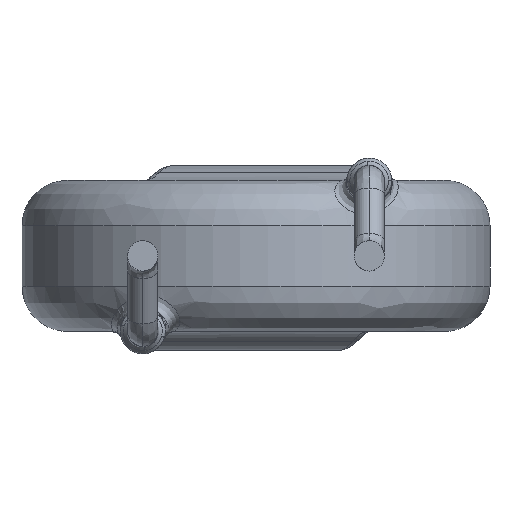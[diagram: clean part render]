
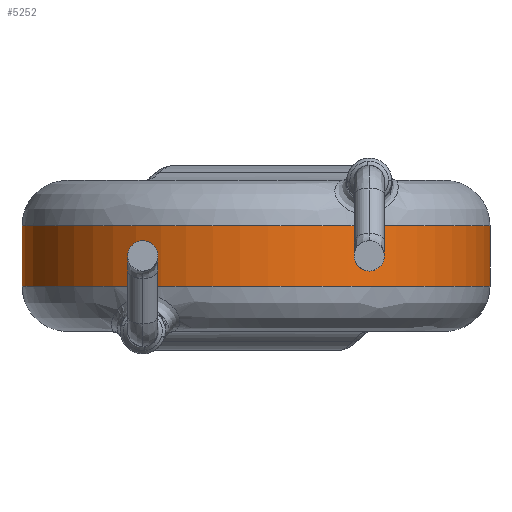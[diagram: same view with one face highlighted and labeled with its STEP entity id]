
A CAD part, front view. The second image highlights one B-rep face of the part: STEP entity #5252.
In plain terms, the highlighted cylindrical face has radius 7.75 mm (diameter 15.5 mm), a partial arc.
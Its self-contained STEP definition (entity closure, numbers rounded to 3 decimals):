
#55 = EDGE_LOOP ( 'NONE', ( #5539, #1722, #1239, #5374 ) ) ;
#145 = CARTESIAN_POINT ( 'NONE',  ( -6.197, -4.763, -1. ) ) ;
#209 = DIRECTION ( 'NONE',  ( 0., 0., -1. ) ) ;
#421 = CARTESIAN_POINT ( 'NONE',  ( 6.772, -3.903, 1. ) ) ;
#448 = CARTESIAN_POINT ( 'NONE',  ( -6.772, -3.903, 1. ) ) ;
#478 = CARTESIAN_POINT ( 'NONE',  ( -6.197, -4.763, 1. ) ) ;
#557 = CARTESIAN_POINT ( 'NONE',  ( 4.763, -6.197, -1. ) ) ;
#561 = CARTESIAN_POINT ( 'NONE',  ( 7.75, 0., 2.5 ) ) ;
#587 = CARTESIAN_POINT ( 'NONE',  ( -2.029, -7.548, -1. ) ) ;
#646 = CARTESIAN_POINT ( 'NONE',  ( -1.014, -7.75, -1. ) ) ;
#697 = AXIS2_PLACEMENT_3D ( 'NONE', #5304, #5190, #749 ) ;
#704 = VERTEX_POINT ( 'NONE', #4915 ) ;
#739 = B_SPLINE_CURVE_WITH_KNOTS ( 'NONE', 3,
 ( #4984, #2869, #1460, #4666, #145, #5013, #2805, #587, #646, #2777, #4205, #4568, #557, #5493, #4150, #1488, #1046, #3239 ),
 .UNSPECIFIED., .F., .F.,
 ( 4, 2, 2, 2, 2, 2, 2, 2, 4 ),
 ( 0., 0.125, 0.25, 0.375, 0.5, 0.625, 0.75, 0.875, 1. ),
 .UNSPECIFIED. ) ;
#749 = DIRECTION ( 'NONE',  ( -1., 0., 0. ) ) ;
#1046 = CARTESIAN_POINT ( 'NONE',  ( 7.75, -1.014, -1. ) ) ;
#1050 = LINE ( 'NONE', #561, #3041 ) ;
#1239 = ORIENTED_EDGE ( 'NONE', *, *, #4045, .T. ) ;
#1355 = VECTOR ( 'NONE', #4261, 1000. ) ;
#1460 = CARTESIAN_POINT ( 'NONE',  ( -7.548, -2.029, -1. ) ) ;
#1488 = CARTESIAN_POINT ( 'NONE',  ( 7.548, -2.029, -1. ) ) ;
#1559 = CARTESIAN_POINT ( 'NONE',  ( 7.75, 0., 1. ) ) ;
#1651 = EDGE_CURVE ( 'NONE', #3211, #1749, #4231, .T. ) ;
#1707 = CARTESIAN_POINT ( 'NONE',  ( -7.75, -1.014, 1. ) ) ;
#1722 = ORIENTED_EDGE ( 'NONE', *, *, #1651, .F. ) ;
#1749 = VERTEX_POINT ( 'NONE', #1559 ) ;
#1760 = CARTESIAN_POINT ( 'NONE',  ( 3.903, -6.772, 1. ) ) ;
#1818 = CARTESIAN_POINT ( 'NONE',  ( 7.75, -1.014, 1. ) ) ;
#2074 = LINE ( 'NONE', #2131, #1355 ) ;
#2131 = CARTESIAN_POINT ( 'NONE',  ( -7.75, 0., 2.5 ) ) ;
#2231 = CARTESIAN_POINT ( 'NONE',  ( 2.029, -7.548, 1. ) ) ;
#2257 = CARTESIAN_POINT ( 'NONE',  ( 7.548, -2.029, 1. ) ) ;
#2698 = CARTESIAN_POINT ( 'NONE',  ( -7.548, -2.029, 1. ) ) ;
#2769 = EDGE_CURVE ( 'NONE', #1749, #3512, #1050, .T. ) ;
#2777 = CARTESIAN_POINT ( 'NONE',  ( 1.014, -7.75, -1. ) ) ;
#2805 = CARTESIAN_POINT ( 'NONE',  ( -3.903, -6.772, -1. ) ) ;
#2869 = CARTESIAN_POINT ( 'NONE',  ( -7.75, -1.014, -1. ) ) ;
#3041 = VECTOR ( 'NONE', #209, 1000. ) ;
#3058 = FACE_OUTER_BOUND ( 'NONE', #55, .T. ) ;
#3066 = CARTESIAN_POINT ( 'NONE',  ( 7.75, 0., -1. ) ) ;
#3077 = CARTESIAN_POINT ( 'NONE',  ( 1.014, -7.75, 1. ) ) ;
#3182 = EDGE_CURVE ( 'NONE', #704, #3512, #739, .T. ) ;
#3211 = VERTEX_POINT ( 'NONE', #3269 ) ;
#3239 = CARTESIAN_POINT ( 'NONE',  ( 7.75, 0., -1. ) ) ;
#3269 = CARTESIAN_POINT ( 'NONE',  ( -7.75, 0., 1. ) ) ;
#3378 = CYLINDRICAL_SURFACE ( 'NONE', #697, 7.75 ) ;
#3488 = CARTESIAN_POINT ( 'NONE',  ( -4.763, -6.197, 1. ) ) ;
#3512 = VERTEX_POINT ( 'NONE', #3066 ) ;
#3541 = CARTESIAN_POINT ( 'NONE',  ( -7.75, 0., 1. ) ) ;
#3574 = CARTESIAN_POINT ( 'NONE',  ( -1.014, -7.75, 1. ) ) ;
#4011 = CARTESIAN_POINT ( 'NONE',  ( 7.75, 0., 1. ) ) ;
#4045 = EDGE_CURVE ( 'NONE', #3211, #704, #2074, .T. ) ;
#4150 = CARTESIAN_POINT ( 'NONE',  ( 6.772, -3.903, -1. ) ) ;
#4205 = CARTESIAN_POINT ( 'NONE',  ( 2.029, -7.548, -1. ) ) ;
#4231 = B_SPLINE_CURVE_WITH_KNOTS ( 'NONE', 3,
 ( #3541, #1707, #2698, #448, #478, #3488, #5356, #4828, #3574, #3077, #2231, #1760, #4856, #4431, #421, #2257, #1818, #4011 ),
 .UNSPECIFIED., .F., .F.,
 ( 4, 2, 2, 2, 2, 2, 2, 2, 4 ),
 ( 0., 0.125, 0.25, 0.375, 0.5, 0.625, 0.75, 0.875, 1. ),
 .UNSPECIFIED. ) ;
#4261 = DIRECTION ( 'NONE',  ( 0., 0., -1. ) ) ;
#4431 = CARTESIAN_POINT ( 'NONE',  ( 6.197, -4.763, 1. ) ) ;
#4568 = CARTESIAN_POINT ( 'NONE',  ( 3.903, -6.772, -1. ) ) ;
#4666 = CARTESIAN_POINT ( 'NONE',  ( -6.772, -3.903, -1. ) ) ;
#4828 = CARTESIAN_POINT ( 'NONE',  ( -2.029, -7.548, 1. ) ) ;
#4856 = CARTESIAN_POINT ( 'NONE',  ( 4.763, -6.197, 1. ) ) ;
#4915 = CARTESIAN_POINT ( 'NONE',  ( -7.75, 0., -1. ) ) ;
#4984 = CARTESIAN_POINT ( 'NONE',  ( -7.75, 0., -1. ) ) ;
#5013 = CARTESIAN_POINT ( 'NONE',  ( -4.763, -6.197, -1. ) ) ;
#5190 = DIRECTION ( 'NONE',  ( 0., 0., -1. ) ) ;
#5252 = ADVANCED_FACE ( 'NONE', ( #3058 ), #3378, .T. ) ;
#5304 = CARTESIAN_POINT ( 'NONE',  ( 0., 0., 2.5 ) ) ;
#5356 = CARTESIAN_POINT ( 'NONE',  ( -3.903, -6.772, 1. ) ) ;
#5374 = ORIENTED_EDGE ( 'NONE', *, *, #3182, .T. ) ;
#5493 = CARTESIAN_POINT ( 'NONE',  ( 6.197, -4.763, -1. ) ) ;
#5539 = ORIENTED_EDGE ( 'NONE', *, *, #2769, .F. ) ;
